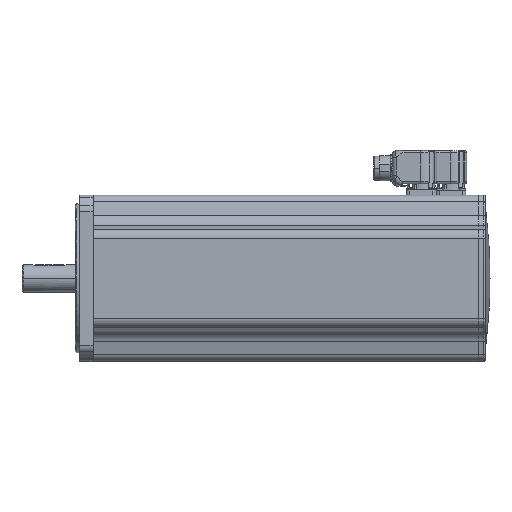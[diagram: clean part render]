
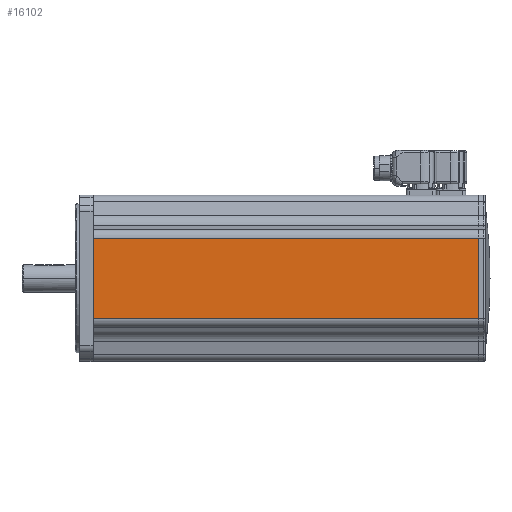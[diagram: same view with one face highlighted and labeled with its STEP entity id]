
A CAD part, top view. The second image highlights one B-rep face of the part: STEP entity #16102.
In plain terms, the highlighted planar face has unit normal (0, 0, 1).
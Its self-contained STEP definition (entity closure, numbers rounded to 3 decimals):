
#15567=DIRECTION('',(-1.,0.,0.));
#15568=VECTOR('',#15567,336.);
#15569=CARTESIAN_POINT('',(398.,-34.941,72.5));
#15570=LINE('',#15569,#15568);
#15571=DIRECTION('',(0.,1.,0.));
#15572=VECTOR('',#15571,69.883);
#15573=CARTESIAN_POINT('',(62.,-34.941,72.5));
#15574=LINE('',#15573,#15572);
#15575=DIRECTION('',(-1.,0.,0.));
#15576=VECTOR('',#15575,336.);
#15577=CARTESIAN_POINT('',(398.,34.941,72.5));
#15578=LINE('',#15577,#15576);
#15579=DIRECTION('',(0.,-1.,0.));
#15580=VECTOR('',#15579,69.883);
#15581=CARTESIAN_POINT('',(398.,34.941,72.5));
#15582=LINE('',#15581,#15580);
#15890=CARTESIAN_POINT('',(62.,-34.941,72.5));
#15892=VERTEX_POINT('',#15890);
#15893=CARTESIAN_POINT('',(398.,-34.941,72.5));
#15894=VERTEX_POINT('',#15893);
#15897=CARTESIAN_POINT('',(62.,34.941,72.5));
#15899=VERTEX_POINT('',#15897);
#15903=CARTESIAN_POINT('',(398.,34.941,72.5));
#15904=VERTEX_POINT('',#15903);
#16088=CARTESIAN_POINT('',(62.,41.08,72.5));
#16089=DIRECTION('',(0.,0.,1.));
#16090=DIRECTION('',(0.,-1.,0.));
#16091=AXIS2_PLACEMENT_3D('',#16088,#16089,#16090);
#16092=PLANE('',#16091);
#16094=ORIENTED_EDGE('',*,*,#16093,.T.);
#16096=ORIENTED_EDGE('',*,*,#16095,.T.);
#16097=ORIENTED_EDGE('',*,*,#16083,.F.);
#16099=ORIENTED_EDGE('',*,*,#16098,.T.);
#16100=EDGE_LOOP('',(#16094,#16096,#16097,#16099));
#16101=FACE_OUTER_BOUND('',#16100,.F.);
#16102=ADVANCED_FACE('',(#16101),#16092,.T.);
#16083=EDGE_CURVE('',#15904,#15899,#15578,.T.);
#16093=EDGE_CURVE('',#15894,#15892,#15570,.T.);
#16095=EDGE_CURVE('',#15892,#15899,#15574,.T.);
#16098=EDGE_CURVE('',#15904,#15894,#15582,.T.);
